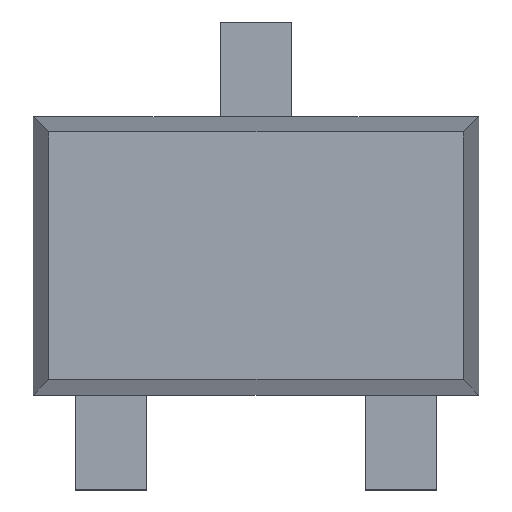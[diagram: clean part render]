
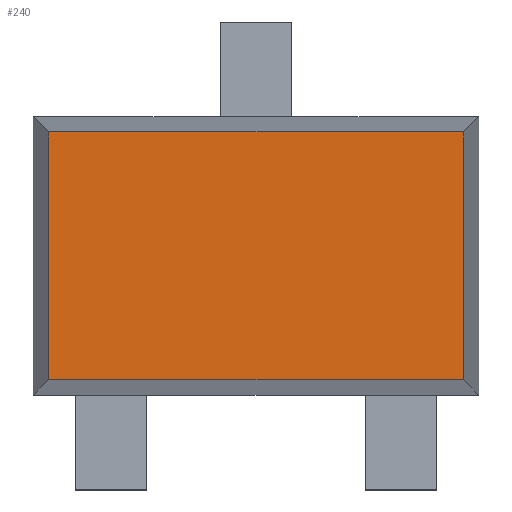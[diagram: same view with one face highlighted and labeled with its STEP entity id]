
A CAD part, top view. The second image highlights one B-rep face of the part: STEP entity #240.
In plain terms, the highlighted planar face has unit normal (0, 0, 1).
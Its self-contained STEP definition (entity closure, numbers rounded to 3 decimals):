
#240=ADVANCED_FACE('',(#784),#783,.T.);
#783=PLANE('',#1086);
#784=FACE_OUTER_BOUND('',#1087,.T.);
#1083=CARTESIAN_POINT('',(-1.116,-0.666,0.9));
#1084=DIRECTION('',(0.,0.,1.));
#1085=DIRECTION('',(1.,0.,0.));
#1086=AXIS2_PLACEMENT_3D('',#1083,#1084,#1085);
#1087=EDGE_LOOP('',(#1356,#1357,#1358,#1359));
#1356=ORIENTED_EDGE('',*,*,#1440,.T.);
#1357=ORIENTED_EDGE('',*,*,#1525,.T.);
#1358=ORIENTED_EDGE('',*,*,#1445,.F.);
#1359=ORIENTED_EDGE('',*,*,#1526,.F.);
#1440=EDGE_CURVE('',#1902,#1895,#1903,.T.);
#1445=EDGE_CURVE('',#1935,#1936,#1937,.T.);
#1525=EDGE_CURVE('',#1895,#1936,#2467,.T.);
#1526=EDGE_CURVE('',#1902,#1935,#2473,.T.);
#1895=VERTEX_POINT('',#2694);
#1902=VERTEX_POINT('',#2698);
#1903=LINE('',#2699,#2700);
#1935=VERTEX_POINT('',#2716);
#1936=VERTEX_POINT('',#2717);
#1937=LINE('',#2718,#2719);
#2467=LINE('',#3020,#3021);
#2473=LINE('',#3023,#3024);
#2694=CARTESIAN_POINT('',(-0.93,-0.555,0.9));
#2698=CARTESIAN_POINT('',(-0.93,0.555,0.9));
#2699=CARTESIAN_POINT('',(-0.93,0.555,0.9));
#2700=VECTOR('',#2701,1.11);
#2701=DIRECTION('',(0.,-1.,0.));
#2716=CARTESIAN_POINT('',(0.93,0.555,0.9));
#2717=CARTESIAN_POINT('',(0.93,-0.555,0.9));
#2718=CARTESIAN_POINT('',(0.93,0.555,0.9));
#2719=VECTOR('',#2720,1.11);
#2720=DIRECTION('',(0.,-1.,0.));
#3020=CARTESIAN_POINT('',(-0.93,-0.555,0.9));
#3021=VECTOR('',#3022,1.86);
#3022=DIRECTION('',(1.,0.,0.));
#3023=CARTESIAN_POINT('',(-0.93,0.555,0.9));
#3024=VECTOR('',#3025,1.86);
#3025=DIRECTION('',(1.,0.,0.));
